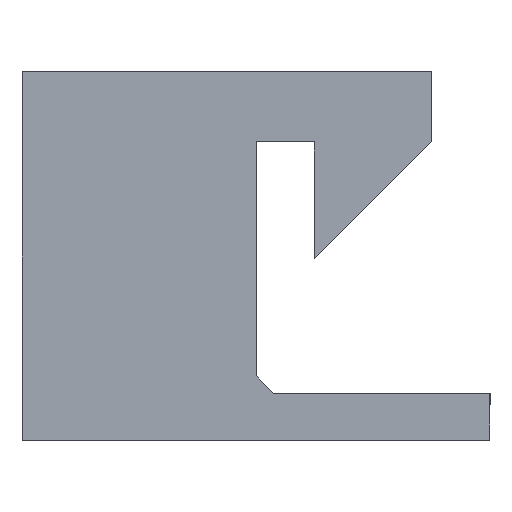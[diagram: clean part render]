
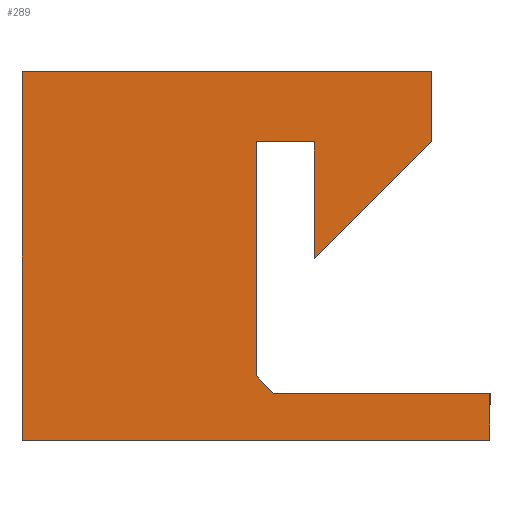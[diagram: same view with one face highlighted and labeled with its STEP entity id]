
A CAD part, left-side view. The second image highlights one B-rep face of the part: STEP entity #289.
In plain terms, the highlighted planar face has unit normal (-1, 0, 0).
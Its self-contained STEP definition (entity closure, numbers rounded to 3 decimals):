
#1 = DIRECTION ( 'NONE',  ( 0., -1., 0. ) ) ;
#19 = LINE ( 'NONE', #281, #398 ) ;
#31 = ORIENTED_EDGE ( 'NONE', *, *, #111, .F. ) ;
#32 = VERTEX_POINT ( 'NONE', #219 ) ;
#34 = CARTESIAN_POINT ( 'NONE',  ( 0., -10., -13. ) ) ;
#40 = CARTESIAN_POINT ( 'NONE',  ( 0., -17.5, -3. ) ) ;
#45 = EDGE_CURVE ( 'NONE', #470, #478, #182, .T. ) ;
#50 = CARTESIAN_POINT ( 'NONE',  ( 0., -20., -13.75 ) ) ;
#51 = VECTOR ( 'NONE', #493, 1000. ) ;
#58 = VECTOR ( 'NONE', #1, 1000. ) ;
#61 = CARTESIAN_POINT ( 'NONE',  ( 0., -10., -13. ) ) ;
#71 = CARTESIAN_POINT ( 'NONE',  ( 0., -12.5, -3. ) ) ;
#75 = VECTOR ( 'NONE', #257, 1000. ) ;
#82 = VECTOR ( 'NONE', #277, 1000. ) ;
#86 = CARTESIAN_POINT ( 'NONE',  ( 0., 0., 0. ) ) ;
#100 = DIRECTION ( 'NONE',  ( -1., 0., 0. ) ) ;
#102 = CARTESIAN_POINT ( 'NONE',  ( 0., 0., 0. ) ) ;
#107 = DIRECTION ( 'NONE',  ( 0., 0., 1. ) ) ;
#109 = CARTESIAN_POINT ( 'NONE',  ( 0., -20., -13.75 ) ) ;
#111 = EDGE_CURVE ( 'NONE', #446, #470, #347, .T. ) ;
#113 = VERTEX_POINT ( 'NONE', #184 ) ;
#116 = DIRECTION ( 'NONE',  ( 0., 0., 1. ) ) ;
#117 = ORIENTED_EDGE ( 'NONE', *, *, #410, .F. ) ;
#124 = EDGE_CURVE ( 'NONE', #183, #384, #488, .T. ) ;
#133 = CARTESIAN_POINT ( 'NONE',  ( 0., -10.75, -13.75 ) ) ;
#137 = DIRECTION ( 'NONE',  ( 0., 0., -1. ) ) ;
#141 = LINE ( 'NONE', #318, #51 ) ;
#145 = CARTESIAN_POINT ( 'NONE',  ( 0., -17.5, 0. ) ) ;
#150 = DIRECTION ( 'NONE',  ( 0., 0., -1. ) ) ;
#159 = EDGE_CURVE ( 'NONE', #32, #300, #265, .T. ) ;
#160 = EDGE_LOOP ( 'NONE', ( #31, #254, #117, #315, #246, #386, #248, #312, #335, #508, #505 ) ) ;
#182 = LINE ( 'NONE', #535, #379 ) ;
#183 = VERTEX_POINT ( 'NONE', #133 ) ;
#184 = CARTESIAN_POINT ( 'NONE',  ( 0., -12.5, -8. ) ) ;
#185 = LINE ( 'NONE', #273, #351 ) ;
#191 = CARTESIAN_POINT ( 'NONE',  ( 0., -10., -3. ) ) ;
#214 = EDGE_CURVE ( 'NONE', #384, #421, #19, .T. ) ;
#219 = CARTESIAN_POINT ( 'NONE',  ( 0., -12.5, -3. ) ) ;
#220 = LINE ( 'NONE', #86, #75 ) ;
#237 = DIRECTION ( 'NONE',  ( 0., 1., 0. ) ) ;
#246 = ORIENTED_EDGE ( 'NONE', *, *, #124, .F. ) ;
#248 = ORIENTED_EDGE ( 'NONE', *, *, #303, .F. ) ;
#254 = ORIENTED_EDGE ( 'NONE', *, *, #507, .F. ) ;
#257 = DIRECTION ( 'NONE',  ( 0., 0., 1. ) ) ;
#265 = LINE ( 'NONE', #191, #501 ) ;
#273 = CARTESIAN_POINT ( 'NONE',  ( 0., -10.75, -13.75 ) ) ;
#277 = DIRECTION ( 'NONE',  ( 0., -1., 0. ) ) ;
#278 = CARTESIAN_POINT ( 'NONE',  ( 0., 0., -15.75 ) ) ;
#281 = CARTESIAN_POINT ( 'NONE',  ( 0., -20., -15.75 ) ) ;
#284 = CARTESIAN_POINT ( 'NONE',  ( 0., -20., -15.75 ) ) ;
#285 = VECTOR ( 'NONE', #137, 1000. ) ;
#288 = VECTOR ( 'NONE', #116, 1000. ) ;
#289 = ADVANCED_FACE ( 'NONE', ( #367 ), #453, .T. ) ;
#300 = VERTEX_POINT ( 'NONE', #534 ) ;
#303 = EDGE_CURVE ( 'NONE', #300, #491, #539, .T. ) ;
#311 = EDGE_CURVE ( 'NONE', #491, #183, #185, .T. ) ;
#312 = ORIENTED_EDGE ( 'NONE', *, *, #159, .F. ) ;
#315 = ORIENTED_EDGE ( 'NONE', *, *, #214, .F. ) ;
#318 = CARTESIAN_POINT ( 'NONE',  ( 0., -12.5, -8. ) ) ;
#328 = EDGE_CURVE ( 'NONE', #478, #113, #141, .T. ) ;
#330 = VERTEX_POINT ( 'NONE', #278 ) ;
#335 = ORIENTED_EDGE ( 'NONE', *, *, #563, .F. ) ;
#347 = LINE ( 'NONE', #145, #82 ) ;
#351 = VECTOR ( 'NONE', #359, 1000. ) ;
#359 = DIRECTION ( 'NONE',  ( 0., -0.707, -0.707 ) ) ;
#367 = FACE_OUTER_BOUND ( 'NONE', #160, .T. ) ;
#368 = CARTESIAN_POINT ( 'NONE',  ( 0., 0., -15.75 ) ) ;
#379 = VECTOR ( 'NONE', #565, 1000. ) ;
#384 = VERTEX_POINT ( 'NONE', #109 ) ;
#386 = ORIENTED_EDGE ( 'NONE', *, *, #311, .F. ) ;
#398 = VECTOR ( 'NONE', #150, 1000. ) ;
#403 = CARTESIAN_POINT ( 'NONE',  ( 0., 0., 0. ) ) ;
#410 = EDGE_CURVE ( 'NONE', #421, #330, #499, .T. ) ;
#421 = VERTEX_POINT ( 'NONE', #284 ) ;
#438 = DIRECTION ( 'NONE',  ( 0., 1., 0. ) ) ;
#446 = VERTEX_POINT ( 'NONE', #102 ) ;
#453 = PLANE ( 'NONE',  #526 ) ;
#465 = LINE ( 'NONE', #71, #288 ) ;
#470 = VERTEX_POINT ( 'NONE', #481 ) ;
#478 = VERTEX_POINT ( 'NONE', #40 ) ;
#481 = CARTESIAN_POINT ( 'NONE',  ( 0., -17.5, 0. ) ) ;
#488 = LINE ( 'NONE', #50, #58 ) ;
#491 = VERTEX_POINT ( 'NONE', #34 ) ;
#493 = DIRECTION ( 'NONE',  ( 0., 0.707, -0.707 ) ) ;
#499 = LINE ( 'NONE', #368, #516 ) ;
#501 = VECTOR ( 'NONE', #438, 1000. ) ;
#505 = ORIENTED_EDGE ( 'NONE', *, *, #45, .F. ) ;
#507 = EDGE_CURVE ( 'NONE', #330, #446, #220, .T. ) ;
#508 = ORIENTED_EDGE ( 'NONE', *, *, #328, .F. ) ;
#516 = VECTOR ( 'NONE', #237, 1000. ) ;
#526 = AXIS2_PLACEMENT_3D ( 'NONE', #403, #100, #107 ) ;
#534 = CARTESIAN_POINT ( 'NONE',  ( 0., -10., -3. ) ) ;
#535 = CARTESIAN_POINT ( 'NONE',  ( 0., -17.5, -3. ) ) ;
#539 = LINE ( 'NONE', #61, #285 ) ;
#563 = EDGE_CURVE ( 'NONE', #113, #32, #465, .T. ) ;
#565 = DIRECTION ( 'NONE',  ( 0., 0., -1. ) ) ;
